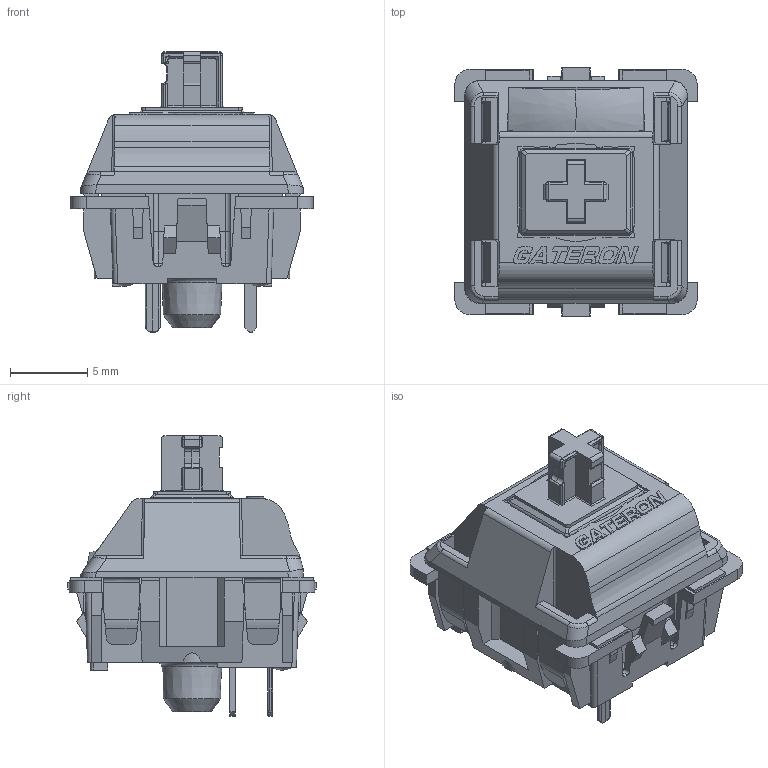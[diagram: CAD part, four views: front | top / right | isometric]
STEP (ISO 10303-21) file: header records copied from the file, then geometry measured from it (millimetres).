
FILE_DESCRIPTION(/* description */ ('','CAx-IF Rec.Pracs.---Representation and Presentation of Product Manufacturing Information (PMI)---4.0---2014-10-13'),/* implementation_level */ '2;1');
FILE_NAME(/* name */ 'mx_switch.step',/* time_stamp */ '2025-03-06T10:34:34+05:30',/* author */ (''),/* organization */ (''),/* preprocessor_version */ 'ST-DEVELOPER v20',/* originating_system */ 'Autodesk Translation Framework v13.20.0.188',/* authorisation */ '');
FILE_SCHEMA (('AP242_MANAGED_MODEL_BASED_3D_ENGINEERING_MIM_LF { 1 0 10303 442 1 1 4 }'));
Length unit declared in the file: millimetre
Products named in the file (1): KS-9 PRO3.0 FWQ_stp
Bounding box: 15.7 x 16.1 x 18.2 mm (x, y, z)
Volume: 1536 mm3; surface area: 1585.8 mm2
Topology: 1 solids, 2 shells, 751 faces, 2136 edges, 1392 vertices
Faces by surface type: plane 536, cylinder 164, bspline 33, sphere 7, torus 6, cone 5
Full cylindrical faces by diameter (mm): 1.5 x2, 1.6 x1
Entity records: 25386 total; most frequent: CARTESIAN_POINT 5797, ORIENTED_EDGE 4264, DIRECTION 3861, EDGE_CURVE 2132, LINE 1619, VECTOR 1619, VERTEX_POINT 1392, AXIS2_PLACEMENT_3D 1121
